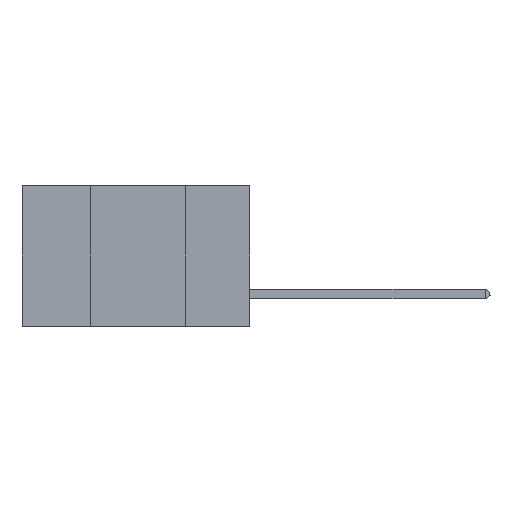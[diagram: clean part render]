
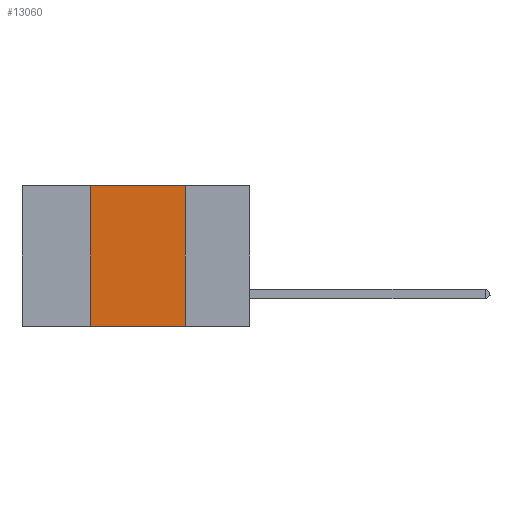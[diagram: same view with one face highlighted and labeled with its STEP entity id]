
A CAD part, left-side view. The second image highlights one B-rep face of the part: STEP entity #13060.
In plain terms, the highlighted planar face has unit normal (-1, 0, 0).
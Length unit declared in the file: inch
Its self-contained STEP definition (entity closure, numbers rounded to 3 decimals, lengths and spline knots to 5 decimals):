
#676 = CARTESIAN_POINT ( 'NONE',  ( 0., 0.17, -0.37 ) ) ;
#893 = DIRECTION ( 'NONE',  ( 0., 0., -1. ) ) ;
#1906 = CARTESIAN_POINT ( 'NONE',  ( 0., 0.42, -0.37 ) ) ;
#3780 = CARTESIAN_POINT ( 'NONE',  ( 0., 0.17, 0. ) ) ;
#4109 = VERTEX_POINT ( 'NONE', #676 ) ;
#5263 = LINE ( 'NONE', #10030, #19499 ) ;
#5833 = AXIS2_PLACEMENT_3D ( 'NONE', #6892, #10304, #893 ) ;
#6892 = CARTESIAN_POINT ( 'NONE',  ( 0., 0.6, 0. ) ) ;
#6925 = DIRECTION ( 'NONE',  ( 0., -1., 0. ) ) ;
#6961 = LINE ( 'NONE', #16680, #13910 ) ;
#7194 = FACE_OUTER_BOUND ( 'NONE', #14539, .T. ) ;
#7280 = ORIENTED_EDGE ( 'NONE', *, *, #16892, .T. ) ;
#7417 = DIRECTION ( 'NONE',  ( 0., 0., 1. ) ) ;
#8146 = ORIENTED_EDGE ( 'NONE', *, *, #9219, .F. ) ;
#8647 = ORIENTED_EDGE ( 'NONE', *, *, #11538, .F. ) ;
#8726 = VERTEX_POINT ( 'NONE', #1906 ) ;
#8882 = LINE ( 'NONE', #15491, #8919 ) ;
#8919 = VECTOR ( 'NONE', #10336, 39.37008 ) ;
#9219 = EDGE_CURVE ( 'NONE', #20268, #4109, #6961, .T. ) ;
#10030 = CARTESIAN_POINT ( 'NONE',  ( 0., 0.6, 0. ) ) ;
#10088 = PLANE ( 'NONE',  #5833 ) ;
#10304 = DIRECTION ( 'NONE',  ( 1., 0., 0. ) ) ;
#10336 = DIRECTION ( 'NONE',  ( 0., -1., 0. ) ) ;
#10414 = CARTESIAN_POINT ( 'NONE',  ( 0., 0.42, 0. ) ) ;
#11538 = EDGE_CURVE ( 'NONE', #8726, #14031, #15174, .T. ) ;
#11925 = DIRECTION ( 'NONE',  ( 0., 0., -1. ) ) ;
#12805 = ORIENTED_EDGE ( 'NONE', *, *, #16843, .F. ) ;
#13060 = ADVANCED_FACE ( 'NONE', ( #7194 ), #10088, .F. ) ;
#13910 = VECTOR ( 'NONE', #11925, 39.37008 ) ;
#14031 = VERTEX_POINT ( 'NONE', #20148 ) ;
#14539 = EDGE_LOOP ( 'NONE', ( #8146, #12805, #8647, #7280 ) ) ;
#15174 = LINE ( 'NONE', #10414, #17028 ) ;
#15491 = CARTESIAN_POINT ( 'NONE',  ( 0., 0.6, -0.37 ) ) ;
#16680 = CARTESIAN_POINT ( 'NONE',  ( 0., 0.17, 0. ) ) ;
#16843 = EDGE_CURVE ( 'NONE', #14031, #20268, #5263, .T. ) ;
#16892 = EDGE_CURVE ( 'NONE', #8726, #4109, #8882, .T. ) ;
#17028 = VECTOR ( 'NONE', #7417, 39.37008 ) ;
#19499 = VECTOR ( 'NONE', #6925, 39.37008 ) ;
#20148 = CARTESIAN_POINT ( 'NONE',  ( 0., 0.42, 0. ) ) ;
#20268 = VERTEX_POINT ( 'NONE', #3780 ) ;
